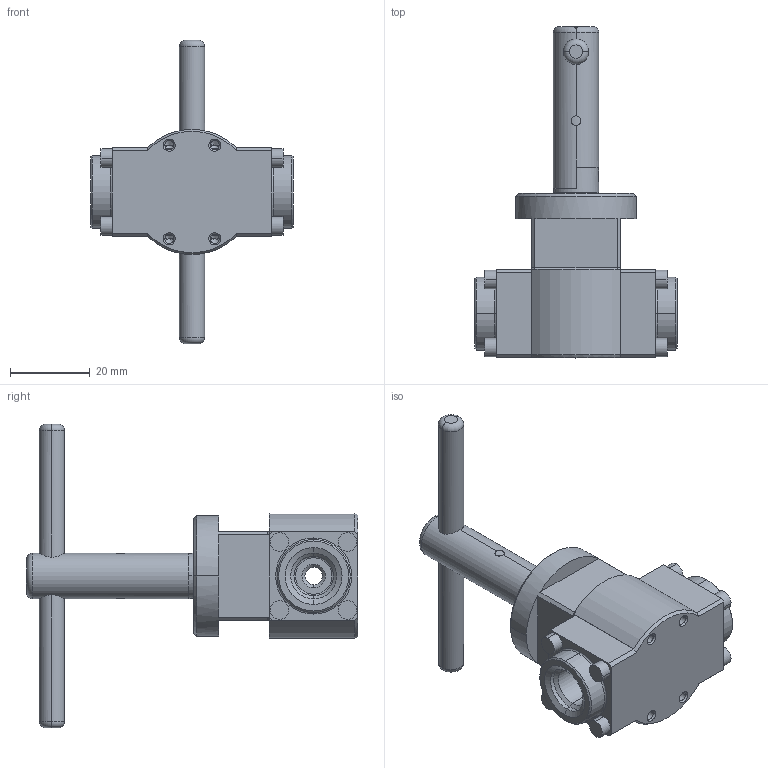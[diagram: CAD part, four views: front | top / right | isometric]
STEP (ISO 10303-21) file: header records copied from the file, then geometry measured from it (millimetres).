
FILE_DESCRIPTION (( 'STEP AP203' ), '1' );
FILE_NAME ('090350004 0.STEP', '2015-10-15T20:51:59', ( '' ), ( '' ), 'SwSTEP 2.0', 'SolidWorks 2015', '' );
FILE_SCHEMA (( 'CONFIG_CONTROL_DESIGN' ));
Length unit declared in the file: inch
Products named in the file (1): 090350004 0
Bounding box: 50.8 x 83.31 x 76.2 mm (x, y, z)
Volume: 40814.3 mm3; surface area: 11992.3 mm2
Topology: 1 solids, 1 shells, 197 faces, 458 edges, 279 vertices
Faces by surface type: cylinder 77, plane 58, cone 42, torus 20
Entity records: 6267 total; most frequent: CARTESIAN_POINT 1745, DIRECTION 952, ORIENTED_EDGE 900, EDGE_CURVE 450, AXIS2_PLACEMENT_3D 376, VERTEX_POINT 279, EDGE_LOOP 223, VECTOR 200
